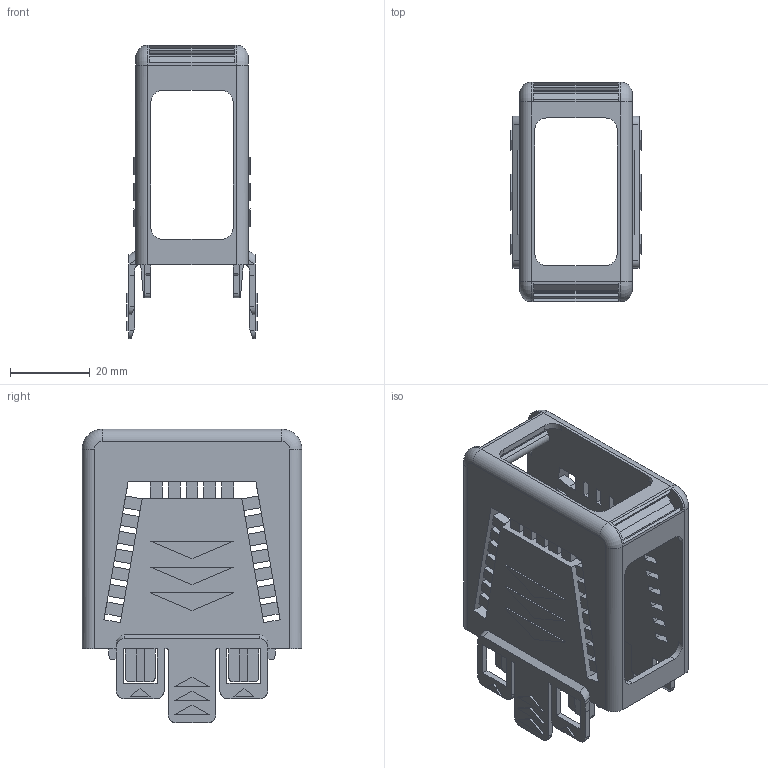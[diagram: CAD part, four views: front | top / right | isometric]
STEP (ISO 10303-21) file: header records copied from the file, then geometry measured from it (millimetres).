
FILE_DESCRIPTION(('CATIA V5R20 STEP214','CAx-IF Rec.Pracs.--- Model Styling and Organization---1.5--- 2016-08-15','CAx-IF Rec.Pracs.---Supplemental Geometry---1.0---2011-11-01','CAx-IF Rec.Pracs.--- Composite Materials ---1.1---2010-07-15'),'2;1');
FILE_NAME ('D1452819_1', '2025-02-20T11:00:52+00:00', ('Weidmueller Interface'), ('Weidmueller'), 'CATIA Version 5-6 Release 2022 SP4 HF5', 'CATIA V5 STEP AP214 v3', 'none');
FILE_SCHEMA(('AUTOMOTIVE_DESIGN { 1 0 10303 214 1 1 1 1 }'));
Length unit declared in the file: millimetre
Products named in the file (1): RSV16_ZE_36
Bounding box: 32.6 x 55 x 73.5 mm (x, y, z)
Volume: 24820.6 mm3; surface area: 19817 mm2
Topology: 1 solids, 1 shells, 456 faces, 1454 edges, 974 vertices
Faces by surface type: plane 378, cylinder 74, torus 4
Entity records: 15624 total; most frequent: CARTESIAN_POINT 3197, ORIENTED_EDGE 2908, DIRECTION 2052, EDGE_CURVE 1454, VECTOR 1254, LINE 1254, VERTEX_POINT 974, EDGE_LOOP 524
